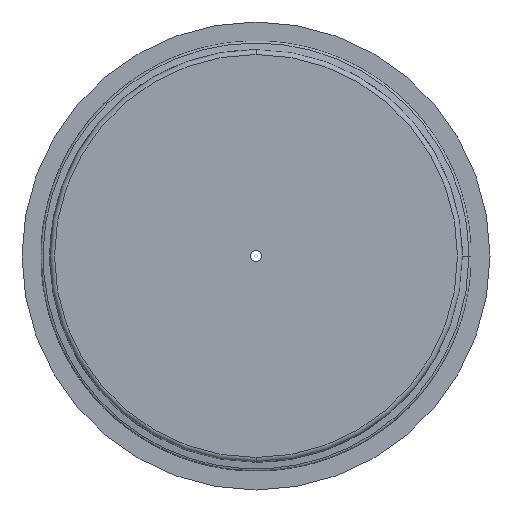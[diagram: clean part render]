
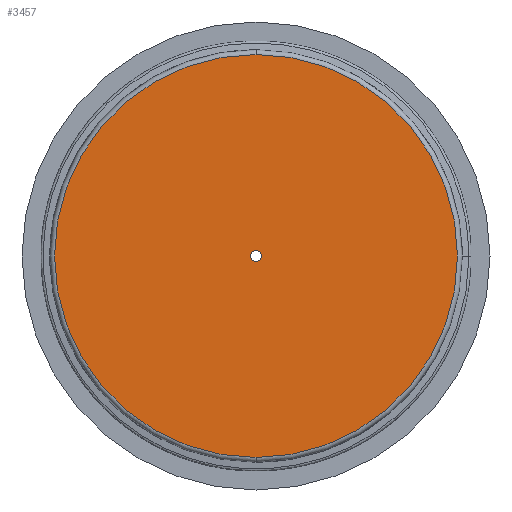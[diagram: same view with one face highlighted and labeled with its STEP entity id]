
A CAD part, front view. The second image highlights one B-rep face of the part: STEP entity #3457.
In plain terms, the highlighted planar face has unit normal (0, -1, 0).
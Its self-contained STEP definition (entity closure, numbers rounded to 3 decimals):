
#613 = AXIS2_PLACEMENT_3D ( 'NONE', #6276, #1433, #8606 ) ;
#980 = ORIENTED_EDGE ( 'NONE', *, *, #4307, .T. ) ;
#1386 = EDGE_CURVE ( 'NONE', #3634, #10136, #7354, .T. ) ;
#1433 = DIRECTION ( 'NONE',  ( 0., 1., 0. ) ) ;
#1531 = ORIENTED_EDGE ( 'NONE', *, *, #1386, .T. ) ;
#2109 = AXIS2_PLACEMENT_3D ( 'NONE', #4308, #8294, #2671 ) ;
#2122 = FACE_OUTER_BOUND ( 'NONE', #8156, .T. ) ;
#2176 = FACE_BOUND ( 'NONE', #6011, .T. ) ;
#2284 = PLANE ( 'NONE',  #613 ) ;
#2609 = CARTESIAN_POINT ( 'NONE',  ( 0., 0., -6. ) ) ;
#2671 = DIRECTION ( 'NONE',  ( 0., 0., 1. ) ) ;
#2867 = CARTESIAN_POINT ( 'NONE',  ( 0., 0., 0. ) ) ;
#3181 = CARTESIAN_POINT ( 'NONE',  ( 0., 0., 0. ) ) ;
#3457 = ADVANCED_FACE ( 'NONE', ( #2176, #2122 ), #2284, .F. ) ;
#3634 = VERTEX_POINT ( 'NONE', #8987 ) ;
#3820 = CARTESIAN_POINT ( 'NONE',  ( 0., 0., -211. ) ) ;
#4012 = AXIS2_PLACEMENT_3D ( 'NONE', #3181, #8163, #8954 ) ;
#4121 = AXIS2_PLACEMENT_3D ( 'NONE', #6860, #10097, #6173 ) ;
#4131 = VERTEX_POINT ( 'NONE', #2609 ) ;
#4307 = EDGE_CURVE ( 'NONE', #4131, #6553, #8419, .T. ) ;
#4308 = CARTESIAN_POINT ( 'NONE',  ( 0., 0., 0. ) ) ;
#4442 = AXIS2_PLACEMENT_3D ( 'NONE', #2867, #10085, #7010 ) ;
#6001 = EDGE_CURVE ( 'NONE', #10136, #3634, #7372, .T. ) ;
#6011 = EDGE_LOOP ( 'NONE', ( #8948, #980 ) ) ;
#6173 = DIRECTION ( 'NONE',  ( 0., 0., 1. ) ) ;
#6276 = CARTESIAN_POINT ( 'NONE',  ( -216., 0., 0. ) ) ;
#6553 = VERTEX_POINT ( 'NONE', #9700 ) ;
#6860 = CARTESIAN_POINT ( 'NONE',  ( 0., 0., 0. ) ) ;
#7010 = DIRECTION ( 'NONE',  ( 0., 0., 1. ) ) ;
#7354 = CIRCLE ( 'NONE', #4121, 211. ) ;
#7372 = CIRCLE ( 'NONE', #2109, 211. ) ;
#8007 = EDGE_CURVE ( 'NONE', #6553, #4131, #10208, .T. ) ;
#8156 = EDGE_LOOP ( 'NONE', ( #1531, #9360 ) ) ;
#8163 = DIRECTION ( 'NONE',  ( 0., 1., 0. ) ) ;
#8294 = DIRECTION ( 'NONE',  ( 0., -1., 0. ) ) ;
#8419 = CIRCLE ( 'NONE', #4012, 6. ) ;
#8606 = DIRECTION ( 'NONE',  ( 0., 0., 1. ) ) ;
#8948 = ORIENTED_EDGE ( 'NONE', *, *, #8007, .T. ) ;
#8954 = DIRECTION ( 'NONE',  ( 0., 0., 1. ) ) ;
#8987 = CARTESIAN_POINT ( 'NONE',  ( 0., 0., 211. ) ) ;
#9360 = ORIENTED_EDGE ( 'NONE', *, *, #6001, .T. ) ;
#9700 = CARTESIAN_POINT ( 'NONE',  ( 0., 0., 6. ) ) ;
#10085 = DIRECTION ( 'NONE',  ( 0., 1., 0. ) ) ;
#10097 = DIRECTION ( 'NONE',  ( 0., -1., 0. ) ) ;
#10136 = VERTEX_POINT ( 'NONE', #3820 ) ;
#10208 = CIRCLE ( 'NONE', #4442, 6. ) ;
